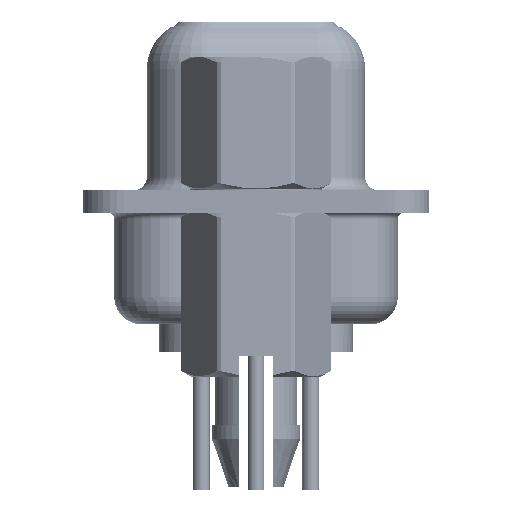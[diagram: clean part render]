
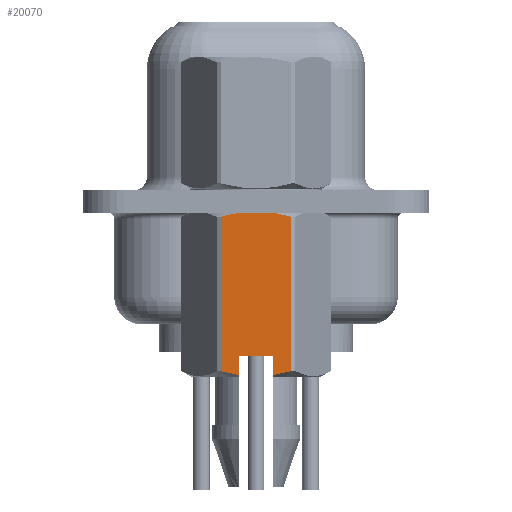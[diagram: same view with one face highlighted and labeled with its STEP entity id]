
A CAD part, left-side view. The second image highlights one B-rep face of the part: STEP entity #20070.
In plain terms, the highlighted planar face has unit normal (-1, 0, 0).
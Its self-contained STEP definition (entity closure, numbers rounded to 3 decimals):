
#127 = CARTESIAN_POINT ( 'NONE',  ( -2.381, -1.273, 0.581 ) ) ;
#243 = CARTESIAN_POINT ( 'NONE',  ( -2.381, 1.273, -6.148 ) ) ;
#383 = LINE ( 'NONE', #35803, #45083 ) ;
#482 = ORIENTED_EDGE ( 'NONE', *, *, #30969, .F. ) ;
#518 = VERTEX_POINT ( 'NONE', #7379 ) ;
#3184 = EDGE_CURVE ( 'NONE', #30890, #15513, #15114, .T. ) ;
#3947 = CARTESIAN_POINT ( 'NONE',  ( -2.381, -1.273, -0.552 ) ) ;
#4366 = EDGE_LOOP ( 'NONE', ( #16103, #482, #18079, #22216, #32574, #22418, #31146, #44960, #21956 ) ) ;
#5322 = CARTESIAN_POINT ( 'NONE',  ( -2.381, -0.215, -0.368 ) ) ;
#6957 = B_SPLINE_CURVE_WITH_KNOTS ( 'NONE', 3,
 ( #243, #39659, #14774, #29522 ),
 .UNSPECIFIED., .F., .F.,
 ( 4, 4 ),
 ( 0.001, 0.002 ),
 .UNSPECIFIED. ) ;
#7375 = CARTESIAN_POINT ( 'NONE',  ( -2.381, 0.625, -5.6 ) ) ;
#7379 = CARTESIAN_POINT ( 'NONE',  ( -2.381, 0.625, -6.285 ) ) ;
#7990 = VECTOR ( 'NONE', #45638, 1000. ) ;
#8603 = CARTESIAN_POINT ( 'NONE',  ( -2.381, -0.853, -0.449 ) ) ;
#8852 = CARTESIAN_POINT ( 'NONE',  ( -2.381, 0.215, -0.368 ) ) ;
#9074 = CARTESIAN_POINT ( 'NONE',  ( -2.381, -1.273, -0.552 ) ) ;
#10013 = CARTESIAN_POINT ( 'NONE',  ( -2.381, 0.625, -5.6 ) ) ;
#10884 = B_SPLINE_CURVE_WITH_KNOTS ( 'NONE', 3,
 ( #25713, #18670, #15152, #12795 ),
 .UNSPECIFIED., .F., .F.,
 ( 4, 4 ),
 ( 0.003, 0.004 ),
 .UNSPECIFIED. ) ;
#11251 = EDGE_CURVE ( 'NONE', #24704, #17256, #35227, .T. ) ;
#12409 = CARTESIAN_POINT ( 'NONE',  ( -2.381, 1.273, -0.552 ) ) ;
#12795 = CARTESIAN_POINT ( 'NONE',  ( -2.381, -1.273, -6.148 ) ) ;
#14482 = DIRECTION ( 'NONE',  ( -1., 0., 0. ) ) ;
#14774 = CARTESIAN_POINT ( 'NONE',  ( -2.381, 0.845, -6.253 ) ) ;
#15114 = LINE ( 'NONE', #127, #46353 ) ;
#15152 = CARTESIAN_POINT ( 'NONE',  ( -2.381, -1.06, -6.206 ) ) ;
#15174 = CARTESIAN_POINT ( 'NONE',  ( -2.381, -0.625, -5.6 ) ) ;
#15513 = VERTEX_POINT ( 'NONE', #3947 ) ;
#16103 = ORIENTED_EDGE ( 'NONE', *, *, #17680, .F. ) ;
#16464 = EDGE_CURVE ( 'NONE', #38271, #518, #6957, .T. ) ;
#17256 = VERTEX_POINT ( 'NONE', #12409 ) ;
#17446 = VERTEX_POINT ( 'NONE', #15174 ) ;
#17512 = EDGE_CURVE ( 'NONE', #15513, #24704, #39382, .T. ) ;
#17680 = EDGE_CURVE ( 'NONE', #37545, #518, #28053, .T. ) ;
#18079 = ORIENTED_EDGE ( 'NONE', *, *, #36658, .T. ) ;
#18670 = CARTESIAN_POINT ( 'NONE',  ( -2.381, -0.842, -6.254 ) ) ;
#20070 = ADVANCED_FACE ( 'NONE', ( #21505 ), #27862, .T. ) ;
#21505 = FACE_OUTER_BOUND ( 'NONE', #4366, .T. ) ;
#21956 = ORIENTED_EDGE ( 'NONE', *, *, #16464, .T. ) ;
#22216 = ORIENTED_EDGE ( 'NONE', *, *, #33702, .T. ) ;
#22418 = ORIENTED_EDGE ( 'NONE', *, *, #17512, .T. ) ;
#22896 = CARTESIAN_POINT ( 'NONE',  ( -2.381, -1.065, -0.496 ) ) ;
#23146 = CARTESIAN_POINT ( 'NONE',  ( -2.381, 1.273, -0.552 ) ) ;
#24037 = VECTOR ( 'NONE', #38958, 1000. ) ;
#24704 = VERTEX_POINT ( 'NONE', #27475 ) ;
#25713 = CARTESIAN_POINT ( 'NONE',  ( -2.381, -0.625, -6.285 ) ) ;
#26891 = CARTESIAN_POINT ( 'NONE',  ( -2.381, 0., -0.368 ) ) ;
#27091 = CARTESIAN_POINT ( 'NONE',  ( -2.381, -0.625, -6.285 ) ) ;
#27135 = CARTESIAN_POINT ( 'NONE',  ( -2.381, 0.432, -0.385 ) ) ;
#27475 = CARTESIAN_POINT ( 'NONE',  ( -2.381, 0., -0.368 ) ) ;
#27688 = LINE ( 'NONE', #41796, #24037 ) ;
#27862 = PLANE ( 'NONE',  #33659 ) ;
#28053 = LINE ( 'NONE', #10013, #7990 ) ;
#29214 = EDGE_CURVE ( 'NONE', #17256, #38271, #27688, .T. ) ;
#29522 = CARTESIAN_POINT ( 'NONE',  ( -2.381, 0.625, -6.285 ) ) ;
#30890 = VERTEX_POINT ( 'NONE', #41458 ) ;
#30969 = EDGE_CURVE ( 'NONE', #17446, #37545, #383, .T. ) ;
#31146 = ORIENTED_EDGE ( 'NONE', *, *, #11251, .T. ) ;
#31845 = CARTESIAN_POINT ( 'NONE',  ( -2.381, -1.375, -0.35 ) ) ;
#32574 = ORIENTED_EDGE ( 'NONE', *, *, #3184, .T. ) ;
#33559 = LINE ( 'NONE', #37082, #45676 ) ;
#33659 = AXIS2_PLACEMENT_3D ( 'NONE', #31845, #14482, #35834 ) ;
#33702 = EDGE_CURVE ( 'NONE', #37356, #30890, #10884, .T. ) ;
#34177 = CARTESIAN_POINT ( 'NONE',  ( -2.381, 0., -0.368 ) ) ;
#35227 = B_SPLINE_CURVE_WITH_KNOTS ( 'NONE', 3,
 ( #34177, #8852, #27135, #41470, #44040, #23146 ),
 .UNSPECIFIED., .F., .F.,
 ( 4, 2, 4 ),
 ( 0.004, 0.004, 0.005 ),
 .UNSPECIFIED. ) ;
#35327 = DIRECTION ( 'NONE',  ( 0., 1., 0. ) ) ;
#35803 = CARTESIAN_POINT ( 'NONE',  ( -2.381, -0.625, -5.6 ) ) ;
#35834 = DIRECTION ( 'NONE',  ( 0., 0., 1. ) ) ;
#36658 = EDGE_CURVE ( 'NONE', #17446, #37356, #33559, .T. ) ;
#36934 = DIRECTION ( 'NONE',  ( 0., 0., 1. ) ) ;
#37082 = CARTESIAN_POINT ( 'NONE',  ( -2.381, -0.625, -5.6 ) ) ;
#37356 = VERTEX_POINT ( 'NONE', #27091 ) ;
#37545 = VERTEX_POINT ( 'NONE', #7375 ) ;
#38271 = VERTEX_POINT ( 'NONE', #39368 ) ;
#38958 = DIRECTION ( 'NONE',  ( 0., 0., -1. ) ) ;
#39368 = CARTESIAN_POINT ( 'NONE',  ( -2.381, 1.273, -6.148 ) ) ;
#39382 = B_SPLINE_CURVE_WITH_KNOTS ( 'NONE', 3,
 ( #9074, #22896, #8603, #41457, #5322, #26891 ),
 .UNSPECIFIED., .F., .F.,
 ( 4, 2, 4 ),
 ( 0.003, 0.003, 0.004 ),
 .UNSPECIFIED. ) ;
#39659 = CARTESIAN_POINT ( 'NONE',  ( -2.381, 1.06, -6.206 ) ) ;
#40381 = DIRECTION ( 'NONE',  ( 0., 0., -1. ) ) ;
#41457 = CARTESIAN_POINT ( 'NONE',  ( -2.381, -0.428, -0.385 ) ) ;
#41458 = CARTESIAN_POINT ( 'NONE',  ( -2.381, -1.273, -6.148 ) ) ;
#41470 = CARTESIAN_POINT ( 'NONE',  ( -2.381, 0.858, -0.45 ) ) ;
#41796 = CARTESIAN_POINT ( 'NONE',  ( -2.381, 1.273, 0.581 ) ) ;
#44040 = CARTESIAN_POINT ( 'NONE',  ( -2.381, 1.066, -0.496 ) ) ;
#44960 = ORIENTED_EDGE ( 'NONE', *, *, #29214, .T. ) ;
#45083 = VECTOR ( 'NONE', #35327, 1000. ) ;
#45638 = DIRECTION ( 'NONE',  ( 0., 0., -1. ) ) ;
#45676 = VECTOR ( 'NONE', #40381, 1000. ) ;
#46353 = VECTOR ( 'NONE', #36934, 1000. ) ;
